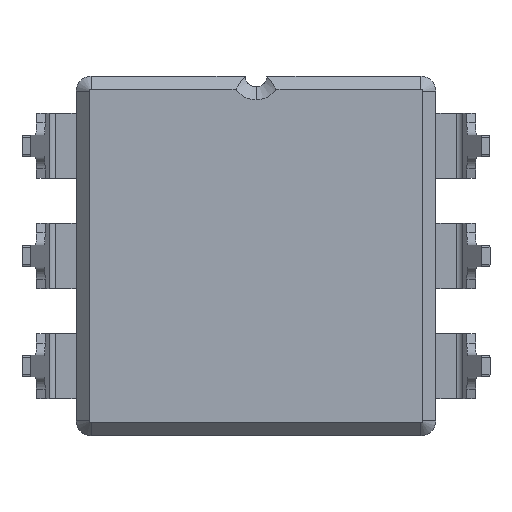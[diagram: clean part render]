
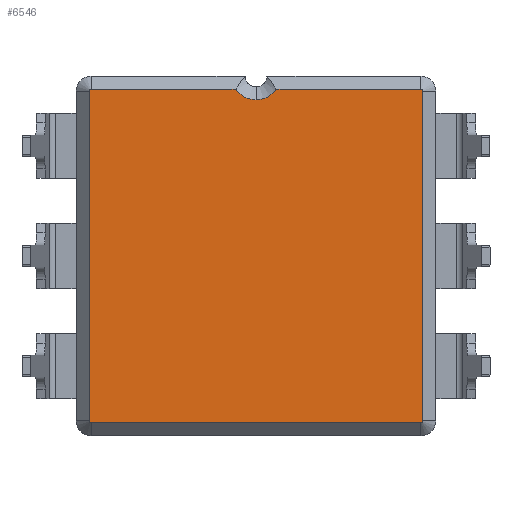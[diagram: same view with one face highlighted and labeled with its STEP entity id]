
A CAD part, front view. The second image highlights one B-rep face of the part: STEP entity #6546.
In plain terms, the highlighted planar face has unit normal (0, -1, 0).
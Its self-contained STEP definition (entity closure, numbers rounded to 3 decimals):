
#82 = DIRECTION ( 'NONE',  ( -1., 0., 0. ) ) ;
#160 = CARTESIAN_POINT ( 'NONE',  ( -3.8, 0., 3.8 ) ) ;
#227 = ORIENTED_EDGE ( 'NONE', *, *, #6005, .T. ) ;
#287 = AXIS2_PLACEMENT_3D ( 'NONE', #1148, #8393, #2609 ) ;
#351 = AXIS2_PLACEMENT_3D ( 'NONE', #7739, #2566, #5163 ) ;
#471 = CIRCLE ( 'NONE', #7813, 0.55 ) ;
#474 = DIRECTION ( 'NONE',  ( 0., 0., 1. ) ) ;
#781 = VERTEX_POINT ( 'NONE', #3948 ) ;
#819 = VERTEX_POINT ( 'NONE', #7961 ) ;
#1131 = EDGE_CURVE ( 'NONE', #781, #2381, #7239, .T. ) ;
#1148 = CARTESIAN_POINT ( 'NONE',  ( 0., 0., 4.15 ) ) ;
#1296 = VERTEX_POINT ( 'NONE', #3821 ) ;
#1300 = DIRECTION ( 'NONE',  ( -1., 0., 0. ) ) ;
#1324 = LINE ( 'NONE', #1876, #5899 ) ;
#1334 = EDGE_CURVE ( 'NONE', #4257, #3325, #1785, .T. ) ;
#1661 = DIRECTION ( 'NONE',  ( 0., 1., 0. ) ) ;
#1772 = ORIENTED_EDGE ( 'NONE', *, *, #3369, .T. ) ;
#1785 = LINE ( 'NONE', #3221, #6989 ) ;
#1794 = CARTESIAN_POINT ( 'NONE',  ( 3.8, 0., 3.85 ) ) ;
#1876 = CARTESIAN_POINT ( 'NONE',  ( 3.85, 0., 0. ) ) ;
#2381 = VERTEX_POINT ( 'NONE', #6435 ) ;
#2392 = CARTESIAN_POINT ( 'NONE',  ( 0.461, 0., 3.85 ) ) ;
#2415 = ORIENTED_EDGE ( 'NONE', *, *, #3982, .T. ) ;
#2558 = LINE ( 'NONE', #4468, #6437 ) ;
#2566 = DIRECTION ( 'NONE',  ( 0., -1., 0. ) ) ;
#2609 = DIRECTION ( 'NONE',  ( 0., 0., 1. ) ) ;
#2740 = DIRECTION ( 'NONE',  ( 0., 0., 1. ) ) ;
#2902 = ORIENTED_EDGE ( 'NONE', *, *, #4784, .T. ) ;
#3062 = CIRCLE ( 'NONE', #351, 0.05 ) ;
#3141 = ORIENTED_EDGE ( 'NONE', *, *, #7803, .T. ) ;
#3221 = CARTESIAN_POINT ( 'NONE',  ( -3.85, 0., 0. ) ) ;
#3236 = CARTESIAN_POINT ( 'NONE',  ( -3.8, 0., -3.8 ) ) ;
#3252 = AXIS2_PLACEMENT_3D ( 'NONE', #3658, #8100, #6295 ) ;
#3275 = ORIENTED_EDGE ( 'NONE', *, *, #1334, .T. ) ;
#3325 = VERTEX_POINT ( 'NONE', #6163 ) ;
#3369 = EDGE_CURVE ( 'NONE', #7350, #7444, #5148, .T. ) ;
#3372 = VERTEX_POINT ( 'NONE', #6966 ) ;
#3428 = DIRECTION ( 'NONE',  ( 0., -1., 0. ) ) ;
#3514 = AXIS2_PLACEMENT_3D ( 'NONE', #3236, #5819, #4544 ) ;
#3557 = CARTESIAN_POINT ( 'NONE',  ( 3.85, 0., -3.8 ) ) ;
#3602 = CARTESIAN_POINT ( 'NONE',  ( 0., 0., 4.15 ) ) ;
#3621 = VECTOR ( 'NONE', #8324, 1000. ) ;
#3658 = CARTESIAN_POINT ( 'NONE',  ( 3.8, 0., 3.8 ) ) ;
#3821 = CARTESIAN_POINT ( 'NONE',  ( 3.8, 0., -3.85 ) ) ;
#3948 = CARTESIAN_POINT ( 'NONE',  ( -0.461, 0., 3.85 ) ) ;
#3982 = EDGE_CURVE ( 'NONE', #3372, #781, #8189, .T. ) ;
#4257 = VERTEX_POINT ( 'NONE', #4291 ) ;
#4291 = CARTESIAN_POINT ( 'NONE',  ( -3.85, 0., 3.8 ) ) ;
#4364 = DIRECTION ( 'NONE',  ( 0., 0., -1. ) ) ;
#4468 = CARTESIAN_POINT ( 'NONE',  ( 0., 0., 3.85 ) ) ;
#4544 = DIRECTION ( 'NONE',  ( 0., 0., 1. ) ) ;
#4561 = EDGE_LOOP ( 'NONE', ( #6745, #6975, #3275, #2902, #227, #5174, #5867, #1772, #5002, #3141, #2415 ) ) ;
#4784 = EDGE_CURVE ( 'NONE', #3325, #819, #7186, .T. ) ;
#5002 = ORIENTED_EDGE ( 'NONE', *, *, #7384, .T. ) ;
#5088 = LINE ( 'NONE', #7664, #3621 ) ;
#5148 = CIRCLE ( 'NONE', #3252, 0.05 ) ;
#5157 = DIRECTION ( 'NONE',  ( 0., 0., 1. ) ) ;
#5163 = DIRECTION ( 'NONE',  ( 0., 0., 1. ) ) ;
#5173 = EDGE_CURVE ( 'NONE', #6793, #7350, #1324, .T. ) ;
#5174 = ORIENTED_EDGE ( 'NONE', *, *, #5541, .T. ) ;
#5482 = VERTEX_POINT ( 'NONE', #2392 ) ;
#5511 = DIRECTION ( 'NONE',  ( 0., 0., 1. ) ) ;
#5541 = EDGE_CURVE ( 'NONE', #1296, #6793, #3062, .T. ) ;
#5659 = FACE_OUTER_BOUND ( 'NONE', #4561, .T. ) ;
#5781 = CARTESIAN_POINT ( 'NONE',  ( 3.85, 0., 3.8 ) ) ;
#5819 = DIRECTION ( 'NONE',  ( 0., -1., 0. ) ) ;
#5867 = ORIENTED_EDGE ( 'NONE', *, *, #5173, .T. ) ;
#5899 = VECTOR ( 'NONE', #474, 1000. ) ;
#6005 = EDGE_CURVE ( 'NONE', #819, #1296, #5088, .T. ) ;
#6163 = CARTESIAN_POINT ( 'NONE',  ( -3.85, 0., -3.8 ) ) ;
#6295 = DIRECTION ( 'NONE',  ( 0., 0., 1. ) ) ;
#6435 = CARTESIAN_POINT ( 'NONE',  ( -3.8, 0., 3.85 ) ) ;
#6437 = VECTOR ( 'NONE', #1300, 1000. ) ;
#6546 = ADVANCED_FACE ( 'NONE', ( #5659 ), #8305, .F. ) ;
#6570 = CIRCLE ( 'NONE', #8352, 0.05 ) ;
#6745 = ORIENTED_EDGE ( 'NONE', *, *, #1131, .T. ) ;
#6793 = VERTEX_POINT ( 'NONE', #3557 ) ;
#6966 = CARTESIAN_POINT ( 'NONE',  ( 0., 0., 3.6 ) ) ;
#6975 = ORIENTED_EDGE ( 'NONE', *, *, #7162, .T. ) ;
#6989 = VECTOR ( 'NONE', #4364, 1000. ) ;
#7162 = EDGE_CURVE ( 'NONE', #2381, #4257, #6570, .T. ) ;
#7186 = CIRCLE ( 'NONE', #3514, 0.05 ) ;
#7239 = LINE ( 'NONE', #7333, #7705 ) ;
#7333 = CARTESIAN_POINT ( 'NONE',  ( 0., 0., 3.85 ) ) ;
#7350 = VERTEX_POINT ( 'NONE', #5781 ) ;
#7384 = EDGE_CURVE ( 'NONE', #7444, #5482, #2558, .T. ) ;
#7444 = VERTEX_POINT ( 'NONE', #1794 ) ;
#7518 = AXIS2_PLACEMENT_3D ( 'NONE', #7856, #7731, #5157 ) ;
#7664 = CARTESIAN_POINT ( 'NONE',  ( 0., 0., -3.85 ) ) ;
#7705 = VECTOR ( 'NONE', #82, 1000. ) ;
#7731 = DIRECTION ( 'NONE',  ( 0., 1., 0. ) ) ;
#7739 = CARTESIAN_POINT ( 'NONE',  ( 3.8, 0., -3.8 ) ) ;
#7803 = EDGE_CURVE ( 'NONE', #5482, #3372, #471, .T. ) ;
#7813 = AXIS2_PLACEMENT_3D ( 'NONE', #3602, #1661, #5511 ) ;
#7856 = CARTESIAN_POINT ( 'NONE',  ( 0., 0., 0. ) ) ;
#7961 = CARTESIAN_POINT ( 'NONE',  ( -3.8, 0., -3.85 ) ) ;
#8100 = DIRECTION ( 'NONE',  ( 0., -1., 0. ) ) ;
#8189 = CIRCLE ( 'NONE', #287, 0.55 ) ;
#8305 = PLANE ( 'NONE',  #7518 ) ;
#8324 = DIRECTION ( 'NONE',  ( 1., 0., 0. ) ) ;
#8352 = AXIS2_PLACEMENT_3D ( 'NONE', #160, #3428, #2740 ) ;
#8393 = DIRECTION ( 'NONE',  ( 0., 1., 0. ) ) ;
